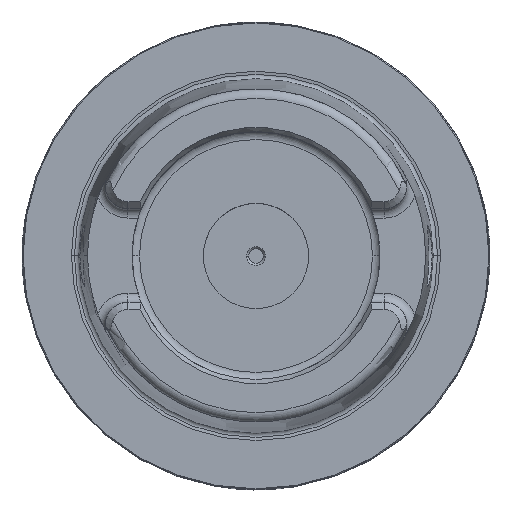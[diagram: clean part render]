
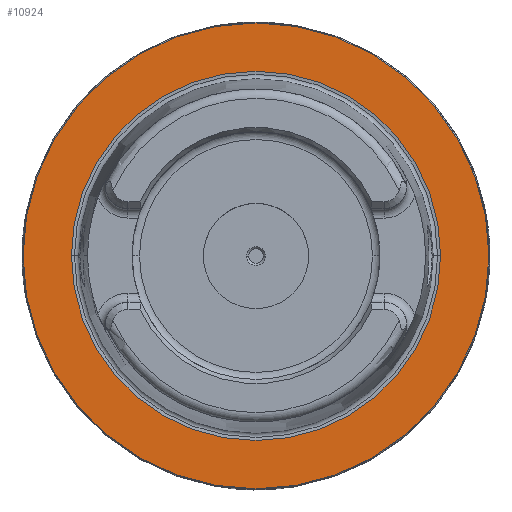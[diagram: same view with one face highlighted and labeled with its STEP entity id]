
A CAD part, top view. The second image highlights one B-rep face of the part: STEP entity #10924.
In plain terms, the highlighted planar face has unit normal (0, 0, 1).
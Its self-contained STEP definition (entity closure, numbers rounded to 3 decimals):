
#5060=CARTESIAN_POINT('',(0.,0.,0.));
#5061=DIRECTION('',(0.,0.,1.));
#5062=DIRECTION('',(1.,0.,0.));
#5063=AXIS2_PLACEMENT_3D('',#5060,#5061,#5062);
#5076=CARTESIAN_POINT('',(0.,0.,0.));
#5077=DIRECTION('',(0.,0.,-1.));
#5078=DIRECTION('',(1.,0.,0.));
#5079=AXIS2_PLACEMENT_3D('',#5076,#5077,#5078);
#5098=CARTESIAN_POINT('',(0.,0.,0.));
#5099=DIRECTION('',(0.,0.,1.));
#5100=DIRECTION('',(1.,0.,0.));
#5101=AXIS2_PLACEMENT_3D('',#5098,#5099,#5100);
#7519=CARTESIAN_POINT('',(0.,0.,0.));
#7520=DIRECTION('',(0.,0.,-1.));
#7521=DIRECTION('',(1.,0.,0.));
#7522=AXIS2_PLACEMENT_3D('',#7519,#7520,#7521);
#7607=CARTESIAN_POINT('',(39.464,0.,0.));
#7609=VERTEX_POINT('',#7607);
#7619=CARTESIAN_POINT('',(-39.464,0.,0.));
#7621=VERTEX_POINT('',#7619);
#7853=CARTESIAN_POINT('',(49.8,0.,0.));
#7854=CARTESIAN_POINT('',(-49.8,0.,0.));
#7855=VERTEX_POINT('',#7853);
#7856=VERTEX_POINT('',#7854);
#10908=CARTESIAN_POINT('',(0.,0.,0.));
#10909=DIRECTION('',(0.,0.,-1.));
#10910=DIRECTION('',(-1.,0.,0.));
#10911=AXIS2_PLACEMENT_3D('',#10908,#10909,#10910);
#10912=PLANE('',#10911);
#10913=ORIENTED_EDGE('',*,*,#10898,.F.);
#10915=ORIENTED_EDGE('',*,*,#10914,.T.);
#10916=EDGE_LOOP('',(#10913,#10915));
#10917=FACE_OUTER_BOUND('',#10916,.F.);
#10919=ORIENTED_EDGE('',*,*,#10918,.F.);
#10921=ORIENTED_EDGE('',*,*,#10920,.T.);
#10922=EDGE_LOOP('',(#10919,#10921));
#10923=FACE_BOUND('',#10922,.F.);
#5064=CIRCLE('',#5063,49.8);
#5080=CIRCLE('',#5079,39.464);
#5102=CIRCLE('',#5101,39.464);
#7523=CIRCLE('',#7522,49.8);
#10898=EDGE_CURVE('',#7855,#7856,#5064,.T.);
#10914=EDGE_CURVE('',#7855,#7856,#7523,.T.);
#10918=EDGE_CURVE('',#7609,#7621,#5080,.T.);
#10920=EDGE_CURVE('',#7609,#7621,#5102,.T.);
#10924=ADVANCED_FACE('',(#10917,#10923),#10912,.F.);
